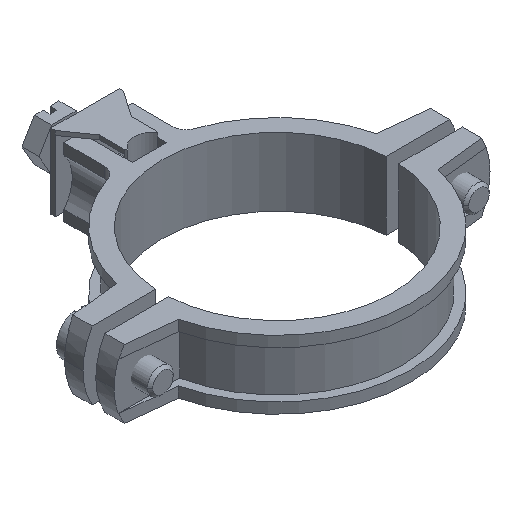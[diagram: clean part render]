
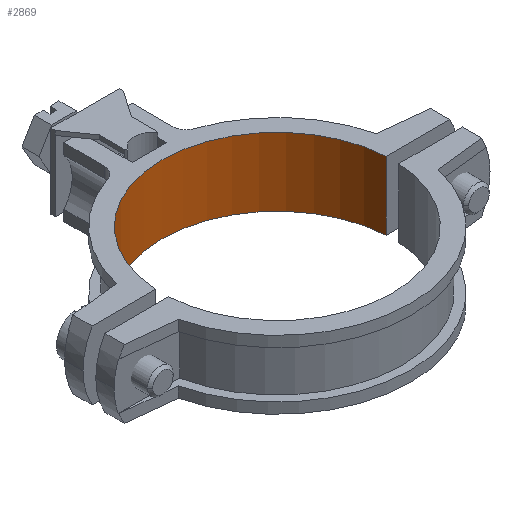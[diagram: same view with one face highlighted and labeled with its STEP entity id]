
A CAD part, isometric view. The second image highlights one B-rep face of the part: STEP entity #2869.
In plain terms, the highlighted cylindrical face has radius 27 mm (diameter 54 mm), a partial arc.
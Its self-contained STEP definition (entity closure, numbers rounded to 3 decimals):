
#1784=CARTESIAN_POINT('',(0.,0.,-16.));
#1785=DIRECTION('',(0.,0.,1.));
#1786=DIRECTION('',(-0.998,-0.056,0.));
#1787=AXIS2_PLACEMENT_3D('',#1784,#1785,#1786);
#1871=CARTESIAN_POINT('',(0.,0.,0.));
#1872=DIRECTION('',(0.,0.,-1.));
#1873=DIRECTION('',(0.998,-0.056,0.));
#1874=AXIS2_PLACEMENT_3D('',#1871,#1872,#1873);
#1991=DIRECTION('',(0.,0.,1.));
#1992=VECTOR('',#1991,16.);
#1993=CARTESIAN_POINT('',(-26.958,-1.5,-16.));
#1994=LINE('',#1993,#1992);
#1995=DIRECTION('',(0.,0.,-1.));
#1996=VECTOR('',#1995,16.);
#1997=CARTESIAN_POINT('',(26.958,-1.5,0.));
#1998=LINE('',#1997,#1996);
#2382=CARTESIAN_POINT('',(26.958,-1.5,-16.));
#2383=VERTEX_POINT('',#2382);
#2384=CARTESIAN_POINT('',(-26.958,-1.5,-16.));
#2385=VERTEX_POINT('',#2384);
#2446=CARTESIAN_POINT('',(-26.958,-1.5,0.));
#2447=VERTEX_POINT('',#2446);
#2448=CARTESIAN_POINT('',(26.958,-1.5,0.));
#2449=VERTEX_POINT('',#2448);
#2857=CARTESIAN_POINT('',(0.,0.,0.));
#2858=DIRECTION('',(0.,0.,1.));
#2859=DIRECTION('',(1.,0.,0.));
#2860=AXIS2_PLACEMENT_3D('',#2857,#2858,#2859);
#2861=CYLINDRICAL_SURFACE('',#2860,27.);
#2862=ORIENTED_EDGE('',*,*,#2844,.F.);
#2863=ORIENTED_EDGE('',*,*,#2559,.T.);
#2865=ORIENTED_EDGE('',*,*,#2864,.F.);
#2866=ORIENTED_EDGE('',*,*,#2725,.T.);
#2867=EDGE_LOOP('',(#2862,#2863,#2865,#2866));
#2868=FACE_OUTER_BOUND('',#2867,.F.);
#2869=ADVANCED_FACE('',(#2868),#2861,.F.);
#1788=CIRCLE('',#1787,27.);
#1875=CIRCLE('',#1874,27.);
#2559=EDGE_CURVE('',#2385,#2383,#1788,.T.);
#2725=EDGE_CURVE('',#2449,#2447,#1875,.T.);
#2844=EDGE_CURVE('',#2385,#2447,#1994,.T.);
#2864=EDGE_CURVE('',#2449,#2383,#1998,.T.);
